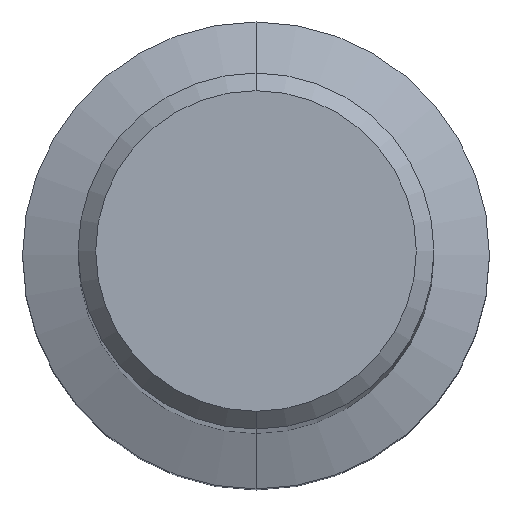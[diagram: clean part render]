
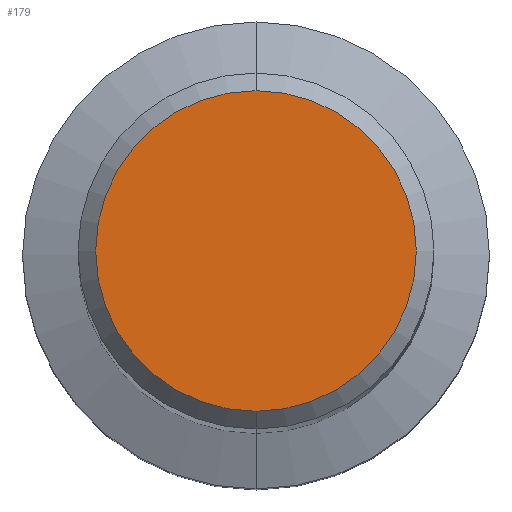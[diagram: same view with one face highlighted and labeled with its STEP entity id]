
A CAD part, top view. The second image highlights one B-rep face of the part: STEP entity #179.
In plain terms, the highlighted planar face has unit normal (0, 0, 1).
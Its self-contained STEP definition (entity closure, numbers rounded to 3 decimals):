
#179=ADVANCED_FACE('',(#385),#386,.T.);
#227=VERTEX_POINT('',#439);
#265=EDGE_CURVE('',#227,#287,#484,.T.);
#287=VERTEX_POINT('',#508);
#301=EDGE_CURVE('',#287,#227,#524,.T.);
#385=FACE_OUTER_BOUND('',#623,.T.);
#386=PLANE('',#624);
#439=CARTESIAN_POINT('',(0.,-5.45,0.0));
#484=CIRCLE('',#746,5.45);
#508=CARTESIAN_POINT('',(0.0,5.45,0.0));
#524=CIRCLE('',#797,5.45);
#623=EDGE_LOOP('',(#887,#888));
#624=AXIS2_PLACEMENT_3D('',#889,#890,#891);
#746=AXIS2_PLACEMENT_3D('',#1010,#1011,#1012);
#797=AXIS2_PLACEMENT_3D('',#1060,#1061,#1062);
#887=ORIENTED_EDGE('',*,*,#301,.F.);
#888=ORIENTED_EDGE('',*,*,#265,.F.);
#889=CARTESIAN_POINT('',(0.0,2.725,0.0));
#890=DIRECTION('',(-0.0,0.0,1.0));
#891=DIRECTION('',(0.0,-1.0,0.0));
#1010=CARTESIAN_POINT('',(0.0,0.0,0.0));
#1011=DIRECTION('',(0.0,0.0,-1.0));
#1012=DIRECTION('',(0.0,1.0,0.0));
#1060=CARTESIAN_POINT('',(0.0,0.0,0.0));
#1061=DIRECTION('',(0.0,0.0,-1.0));
#1062=DIRECTION('',(0.0,1.0,0.0));
